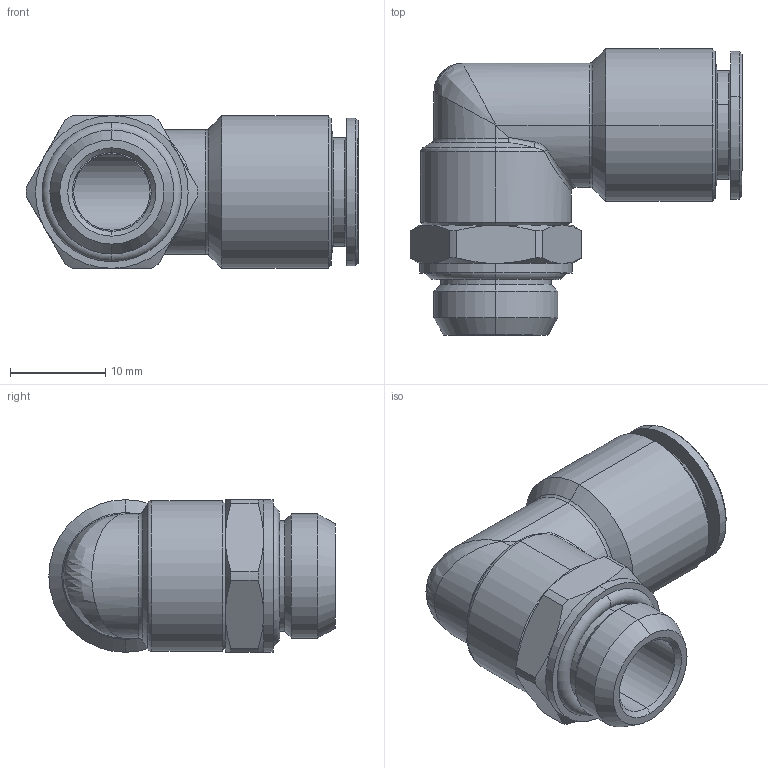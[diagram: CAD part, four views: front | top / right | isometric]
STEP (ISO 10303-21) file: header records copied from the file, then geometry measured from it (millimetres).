
FILE_DESCRIPTION (( 'STEP AP203' ), '1' );
FILE_NAME ('A0060052.STEP', '2009-01-16T14:09:32', ( 'UT1' ), ( 'sopra-pneumatic' ), 'SwSTEP 2.0', 'SolidWorks 2008', '' );
FILE_SCHEMA (( 'CONFIG_CONTROL_DESIGN' ));
Length unit declared in the file: millimetre
Products named in the file (1): A0060052
Bounding box: 34.8 x 30 x 16 mm (x, y, z)
Volume: 4919 mm3; surface area: 4044.6 mm2
Topology: 1 solids, 1 shells, 100 faces, 221 edges, 126 vertices
Faces by surface type: cone 37, cylinder 33, plane 14, torus 10, bspline 6
Entity records: 3285 total; most frequent: CARTESIAN_POINT 1050, DIRECTION 478, ORIENTED_EDGE 438, EDGE_CURVE 219, AXIS2_PLACEMENT_3D 208, VERTEX_POINT 126, CIRCLE 113, EDGE_LOOP 107
